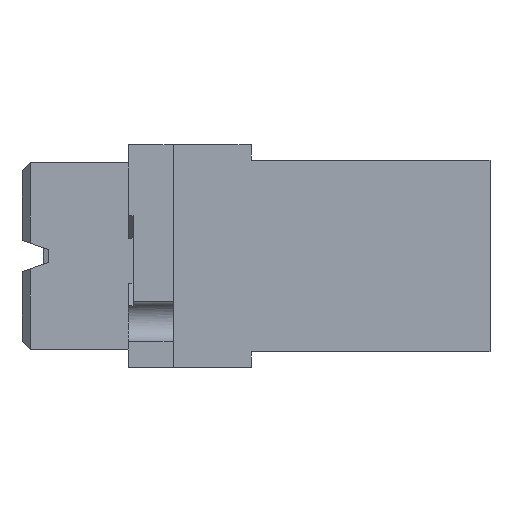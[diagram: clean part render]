
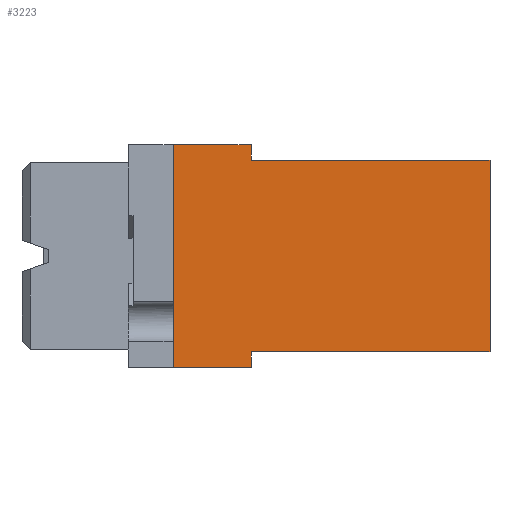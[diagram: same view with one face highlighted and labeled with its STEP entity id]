
A CAD part, left-side view. The second image highlights one B-rep face of the part: STEP entity #3223.
In plain terms, the highlighted planar face has unit normal (-1, 0, 0).
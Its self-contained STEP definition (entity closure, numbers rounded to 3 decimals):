
#3223=ADVANCED_FACE('',(#4169),#3705,.T.);
#3705=PLANE('',#12727);
#4169=FACE_OUTER_BOUND('',#4695,.T.);
#4695=EDGE_LOOP('',(#6942,#6943,#6944,#6945,#6946,#6947,#6948,#6949));
#6942=ORIENTED_EDGE('',*,*,#9245,.T.);
#6943=ORIENTED_EDGE('',*,*,#9244,.T.);
#6944=ORIENTED_EDGE('',*,*,#9227,.F.);
#6945=ORIENTED_EDGE('',*,*,#9233,.T.);
#6946=ORIENTED_EDGE('',*,*,#9230,.T.);
#6947=ORIENTED_EDGE('',*,*,#9246,.T.);
#6948=ORIENTED_EDGE('',*,*,#9247,.T.);
#6949=ORIENTED_EDGE('',*,*,#9248,.T.);
#8020=VERTEX_POINT('',#17343);
#8021=VERTEX_POINT('',#17345);
#8023=VERTEX_POINT('',#17350);
#8024=VERTEX_POINT('',#17352);
#8030=VERTEX_POINT('',#17375);
#8032=VERTEX_POINT('',#17381);
#8033=VERTEX_POINT('',#17383);
#8034=VERTEX_POINT('',#17385);
#9227=EDGE_CURVE('',#8020,#8021,#10466,.T.);
#9230=EDGE_CURVE('',#8024,#8023,#10469,.T.);
#9233=EDGE_CURVE('',#8020,#8024,#10472,.T.);
#9244=EDGE_CURVE('',#8030,#8021,#10483,.T.);
#9245=EDGE_CURVE('',#8032,#8030,#10484,.T.);
#9246=EDGE_CURVE('',#8023,#8033,#10485,.T.);
#9247=EDGE_CURVE('',#8033,#8034,#10486,.T.);
#9248=EDGE_CURVE('',#8034,#8032,#10487,.T.);
#10466=LINE('',#17344,#11705);
#10469=LINE('',#17351,#11708);
#10472=LINE('',#17357,#11711);
#10483=LINE('',#17378,#11722);
#10484=LINE('',#17380,#11723);
#10485=LINE('',#17382,#11724);
#10486=LINE('',#17384,#11725);
#10487=LINE('',#17386,#11726);
#11705=VECTOR('',#14799,1.);
#11708=VECTOR('',#14804,1.);
#11711=VECTOR('',#14809,1.);
#11722=VECTOR('',#14828,1.);
#11723=VECTOR('',#14831,1.);
#11724=VECTOR('',#14832,1.);
#11725=VECTOR('',#14833,1.);
#11726=VECTOR('',#14834,1.);
#12727=AXIS2_PLACEMENT_3D('',#17387,#14835,#14836);
#14799=DIRECTION('',(0.,0.,1.));
#14804=DIRECTION('',(0.,0.,1.));
#14809=DIRECTION('',(0.,-1.,0.));
#14828=DIRECTION('',(0.,1.,0.));
#14831=DIRECTION('',(0.,0.,1.));
#14832=DIRECTION('',(0.,-1.,0.));
#14833=DIRECTION('',(0.,0.,1.));
#14834=DIRECTION('',(0.,1.,0.));
#14835=DIRECTION('',(-1.,0.,0.));
#14836=DIRECTION('',(0.,-1.,0.));
#17343=CARTESIAN_POINT('',(-42.235,-9.99,-7.35));
#17344=CARTESIAN_POINT('',(-42.235,-9.99,-7.35));
#17345=CARTESIAN_POINT('',(-42.235,-9.99,7.35));
#17350=CARTESIAN_POINT('',(-42.235,-15.14,-6.335));
#17351=CARTESIAN_POINT('',(-42.235,-15.14,-7.35));
#17352=CARTESIAN_POINT('',(-42.235,-15.14,-7.35));
#17357=CARTESIAN_POINT('',(-42.235,-9.99,-7.35));
#17375=CARTESIAN_POINT('',(-42.235,-15.14,7.35));
#17378=CARTESIAN_POINT('',(-42.235,-15.14,7.35));
#17380=CARTESIAN_POINT('',(-42.235,-15.14,6.335));
#17381=CARTESIAN_POINT('',(-42.235,-15.14,6.335));
#17382=CARTESIAN_POINT('',(-42.235,-15.14,-6.335));
#17383=CARTESIAN_POINT('',(-42.235,-30.92,-6.335));
#17384=CARTESIAN_POINT('',(-42.235,-30.92,-6.335));
#17385=CARTESIAN_POINT('',(-42.235,-30.92,6.335));
#17386=CARTESIAN_POINT('',(-42.235,-30.92,6.335));
#17387=CARTESIAN_POINT('',(-42.235,-9.99,-7.35));
